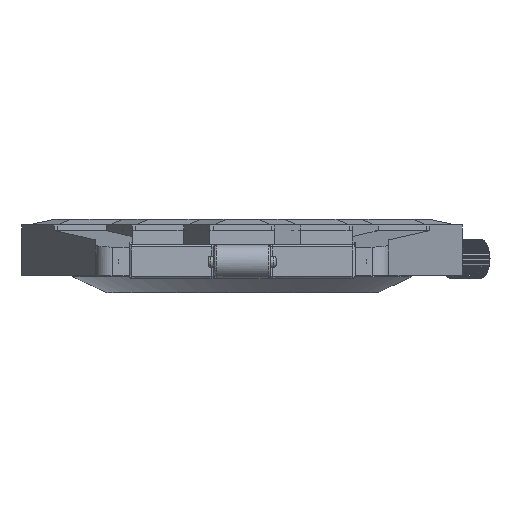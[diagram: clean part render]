
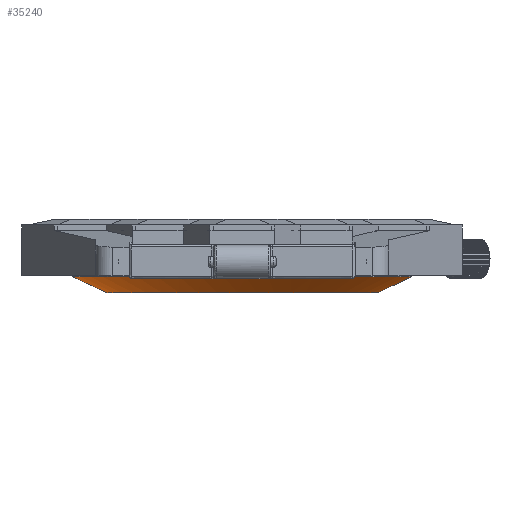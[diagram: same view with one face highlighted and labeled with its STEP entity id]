
A CAD part, front view. The second image highlights one B-rep face of the part: STEP entity #35240.
In plain terms, the highlighted free-form (B-spline) face has degree [2, 1] with [9, 2] control points.
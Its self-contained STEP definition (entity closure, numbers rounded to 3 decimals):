
#35175 = EDGE_CURVE('',#35176,#35176,#35178,.T.);
#35176 = VERTEX_POINT('',#35177);
#35177 = CARTESIAN_POINT('',(-16.086,0.,
    -6.032));
#35178 = ( BOUNDED_CURVE() B_SPLINE_CURVE(2,(#35179,#35180,#35181,#35182
    ,#35183,#35184,#35185),.UNSPECIFIED.,.T.,.F.) 
B_SPLINE_CURVE_WITH_KNOTS((3,2,2,3),(3.142,5.236,
7.33,9.425),.PIECEWISE_BEZIER_KNOTS.) CURVE() 
GEOMETRIC_REPRESENTATION_ITEM() RATIONAL_B_SPLINE_CURVE((1.,0.5,1.,0.5,
1.,0.5,1.)) REPRESENTATION_ITEM('') );
#35179 = CARTESIAN_POINT('',(-16.086,0.,
    -6.032));
#35180 = CARTESIAN_POINT('',(-16.086,-27.861,
    -6.032));
#35181 = CARTESIAN_POINT('',(8.043,-13.931,
    -6.032));
#35182 = CARTESIAN_POINT('',(32.171,0.,
    -6.032));
#35183 = CARTESIAN_POINT('',(8.043,13.931,
    -6.032));
#35184 = CARTESIAN_POINT('',(-16.086,27.861,
    -6.032));
#35185 = CARTESIAN_POINT('',(-16.086,0.,
    -6.032));
#35195 = EDGE_CURVE('',#35196,#35198,#35200,.T.);
#35196 = VERTEX_POINT('',#35197);
#35197 = CARTESIAN_POINT('',(-20.107,0.,
    -4.157));
#35198 = VERTEX_POINT('',#35199);
#35199 = CARTESIAN_POINT('',(20.107,0.,
    -4.157));
#35200 = ( BOUNDED_CURVE() B_SPLINE_CURVE(2,(#35201,#35202,#35203,#35204
,#35205),.UNSPECIFIED.,.F.,.F.) B_SPLINE_CURVE_WITH_KNOTS((3,2,3),(
    3.142,4.712,6.283),
.PIECEWISE_BEZIER_KNOTS.) CURVE() GEOMETRIC_REPRESENTATION_ITEM() 
RATIONAL_B_SPLINE_CURVE((1.,0.707,1.,0.707,1.)) 
REPRESENTATION_ITEM('') );
#35201 = CARTESIAN_POINT('',(-20.107,0.,
    -4.157));
#35202 = CARTESIAN_POINT('',(-20.107,20.107,
    -4.157));
#35203 = CARTESIAN_POINT('',(0.,20.107,
    -4.157));
#35204 = CARTESIAN_POINT('',(20.107,20.107,
    -4.157));
#35205 = CARTESIAN_POINT('',(20.107,0.,
    -4.157));
#35207 = EDGE_CURVE('',#35198,#35196,#35208,.T.);
#35208 = ( BOUNDED_CURVE() B_SPLINE_CURVE(2,(#35209,#35210,#35211,#35212
,#35213),.UNSPECIFIED.,.F.,.F.) B_SPLINE_CURVE_WITH_KNOTS((3,2,3),(0.,
1.571,3.142),.PIECEWISE_BEZIER_KNOTS.) CURVE() 
GEOMETRIC_REPRESENTATION_ITEM() RATIONAL_B_SPLINE_CURVE((1.,
0.707,1.,0.707,1.)) REPRESENTATION_ITEM('') );
#35209 = CARTESIAN_POINT('',(20.107,0.,-4.157));
#35210 = CARTESIAN_POINT('',(20.107,-20.107,
    -4.157));
#35211 = CARTESIAN_POINT('',(0.,-20.107,
    -4.157));
#35212 = CARTESIAN_POINT('',(-20.107,-20.107,
    -4.157));
#35213 = CARTESIAN_POINT('',(-20.107,0.,
    -4.157));
#35240 = ADVANCED_FACE('',(#35241),#35252,.T.);
#35241 = FACE_BOUND('',#35242,.T.);
#35242 = EDGE_LOOP('',(#35243,#35244,#35249,#35250,#35251));
#35243 = ORIENTED_EDGE('',*,*,#35175,.T.);
#35244 = ORIENTED_EDGE('',*,*,#35245,.T.);
#35245 = EDGE_CURVE('',#35176,#35196,#35246,.T.);
#35246 = B_SPLINE_CURVE_WITH_KNOTS('',1,(#35247,#35248),.UNSPECIFIED.,
  .F.,.F.,(2,2),(-1.655,1.655),
  .PIECEWISE_BEZIER_KNOTS.);
#35247 = CARTESIAN_POINT('',(-16.086,0.,
    -6.032));
#35248 = CARTESIAN_POINT('',(-20.107,0.,
    -4.157));
#35249 = ORIENTED_EDGE('',*,*,#35195,.T.);
#35250 = ORIENTED_EDGE('',*,*,#35207,.T.);
#35251 = ORIENTED_EDGE('',*,*,#35245,.F.);
#35252 = ( BOUNDED_SURFACE() B_SPLINE_SURFACE(2,1,(
    (#35253,#35254)
    ,(#35255,#35256)
    ,(#35257,#35258)
    ,(#35259,#35260)
    ,(#35261,#35262)
    ,(#35263,#35264)
    ,(#35265,#35266)
    ,(#35267,#35268)
    ,(#35269,#35270
)),.UNSPECIFIED.,.T.,.F.,.F.) B_SPLINE_SURFACE_WITH_KNOTS((3,2,2,2,3),(2
    ,2),(-3.142,-2.094,0.,2.094,3.142)
  ,(-1.655,1.655),.UNSPECIFIED.) 
GEOMETRIC_REPRESENTATION_ITEM() RATIONAL_B_SPLINE_SURFACE((
    (0.75,0.75)
    ,(0.75,0.75)
    ,(1.,1.)
    ,(0.5,0.5)
    ,(1.,1.)
    ,(0.5,0.5)
    ,(1.,1.)
    ,(0.75,0.75)
,(0.75,0.75))) REPRESENTATION_ITEM('') SURFACE() );
#35253 = CARTESIAN_POINT('',(-16.086,0.,-6.032));
#35254 = CARTESIAN_POINT('',(-20.107,0.,
    -4.157));
#35255 = CARTESIAN_POINT('',(-16.086,-9.287,
    -6.032));
#35256 = CARTESIAN_POINT('',(-20.107,-11.609,
    -4.157));
#35257 = CARTESIAN_POINT('',(-8.043,-13.931,
    -6.032));
#35258 = CARTESIAN_POINT('',(-10.054,-17.413,
    -4.157));
#35259 = CARTESIAN_POINT('',(16.086,-27.861,
    -6.032));
#35260 = CARTESIAN_POINT('',(20.107,-34.827,
    -4.157));
#35261 = CARTESIAN_POINT('',(16.086,0.,-6.032));
#35262 = CARTESIAN_POINT('',(20.107,0.,-4.157));
#35263 = CARTESIAN_POINT('',(16.086,27.861,
    -6.032));
#35264 = CARTESIAN_POINT('',(20.107,34.827,
    -4.157));
#35265 = CARTESIAN_POINT('',(-8.043,13.931,
    -6.032));
#35266 = CARTESIAN_POINT('',(-10.054,17.413,
    -4.157));
#35267 = CARTESIAN_POINT('',(-16.086,9.287,
    -6.032));
#35268 = CARTESIAN_POINT('',(-20.107,11.609,
    -4.157));
#35269 = CARTESIAN_POINT('',(-16.086,0.,-6.032));
#35270 = CARTESIAN_POINT('',(-20.107,0.,
    -4.157));
